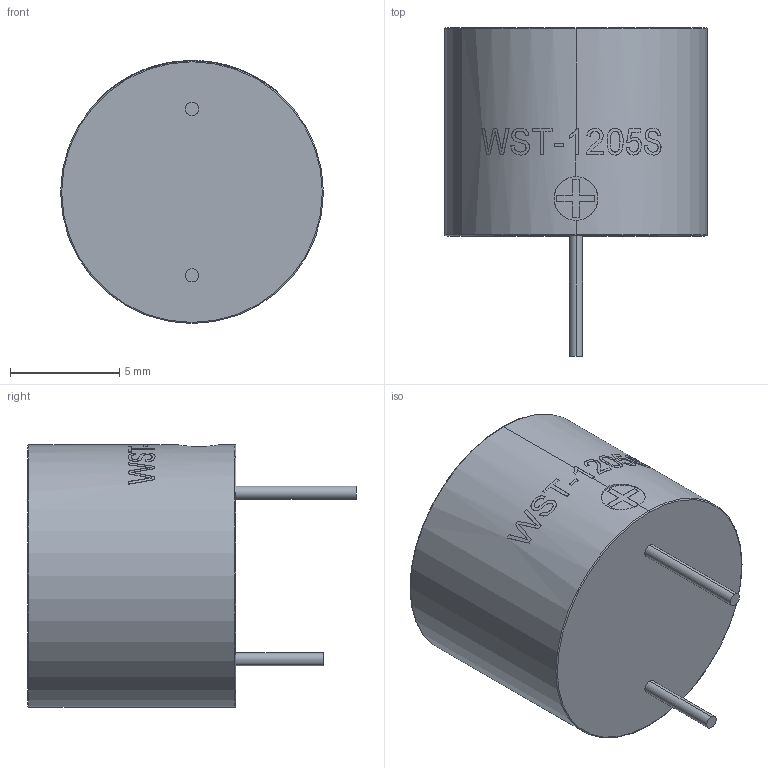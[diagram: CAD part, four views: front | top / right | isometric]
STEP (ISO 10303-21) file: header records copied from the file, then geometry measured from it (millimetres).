
FILE_DESCRIPTION (( 'STEP AP203' ), '1' );
FILE_NAME ('WST-1205S.STEP', '2016-11-28T19:15:57', ( 'Gem' ), ( '' ), 'SwSTEP 2.0', 'SolidWorks 2013', '' );
FILE_SCHEMA (( 'CONFIG_CONTROL_DESIGN' ));
Length unit declared in the file: millimetre
Products named in the file (1): WST-1205S
Bounding box: 12 x 15 x 12.01 mm (x, y, z)
Volume: 1072.7 mm3; surface area: 611.9 mm2
Topology: 4 solids, 4 shells, 155 faces, 407 edges, 270 vertices
Faces by surface type: bspline 77, plane 54, cylinder 20, torus 4
Entity records: 10197 total; most frequent: CARTESIAN_POINT 6948, ORIENTED_EDGE 814, EDGE_CURVE 407, DIRECTION 385, VERTEX_POINT 270, B_SPLINE_CURVE_WITH_KNOTS 249, EDGE_LOOP 165, ADVANCED_FACE 155
